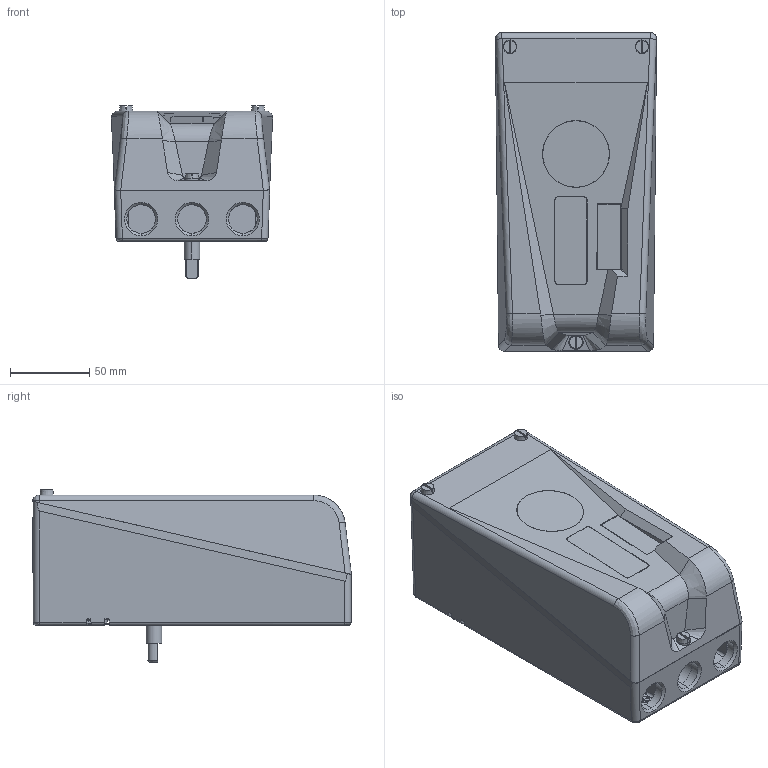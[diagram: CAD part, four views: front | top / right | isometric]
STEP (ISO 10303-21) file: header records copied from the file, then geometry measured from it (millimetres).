
FILE_DESCRIPTION (( 'STEP AP214' ), '1' );
FILE_NAME ('D3_std med 39-spindel_160809.STEP', '2016-08-09T08:52:47', ( '' ), ( '' ), 'SwSTEP 2.0', 'SolidWorks 2015', '' );
FILE_SCHEMA (( 'AUTOMOTIVE_DESIGN' ));
Length unit declared in the file: millimetre
Products named in the file (1): D3_std med 39-spindel_160809
Bounding box: 101.4 x 200.61 x 108.45 mm (x, y, z)
Volume: 460706.6 mm3; surface area: 218931.9 mm2
Topology: 17 solids, 18 shells, 1683 faces, 4159 edges, 2547 vertices
Faces by surface type: cylinder 525, plane 509, cone 336, bspline 209, torus 104
Entity records: 70349 total; most frequent: CARTESIAN_POINT 33227, ORIENTED_EDGE 8226, DIRECTION 6845, EDGE_CURVE 4113, VERTEX_POINT 2547, AXIS2_PLACEMENT_3D 2492, LINE 1861, VECTOR 1861
